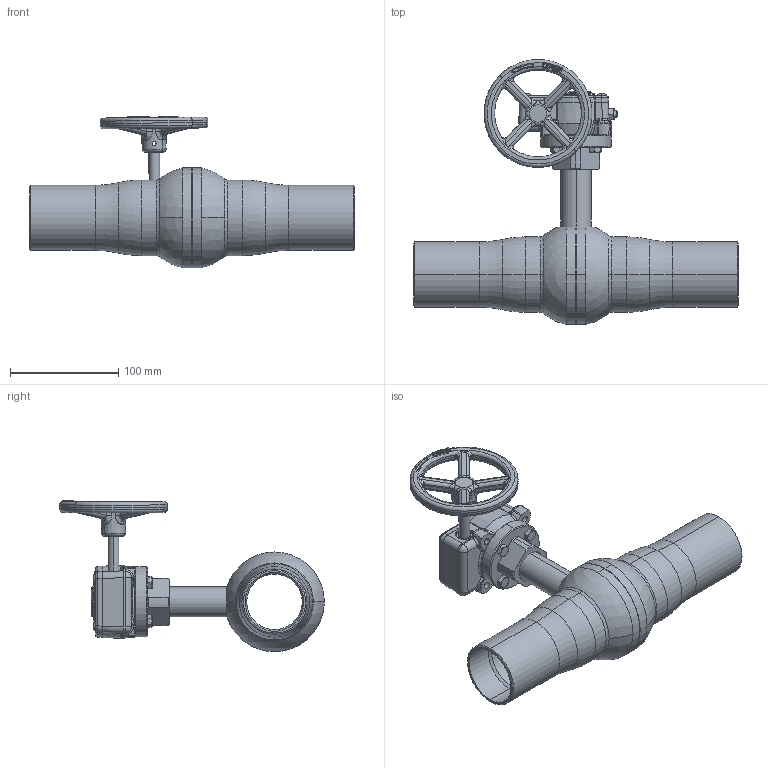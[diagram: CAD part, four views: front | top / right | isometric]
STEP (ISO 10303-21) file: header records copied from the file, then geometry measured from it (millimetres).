
FILE_DESCRIPTION (( 'STEP AP214' ), '1' );
FILE_NAME ('8600240050 480.step', '2025-05-29T08:17:07', ( '' ), ( '' ), 'SwSTEP 2.0', 'SolidWorks 2023', '' );
FILE_SCHEMA (( 'AUTOMOTIVE_DESIGN' ));
Length unit declared in the file: millimetre
Products named in the file (1): 8600240050 480
Bounding box: 300 x 244.73 x 139.99 mm (x, y, z)
Surface area: 141157.9 mm2 (no closed solid volume)
Topology: 0 solids, 17 shells, 900 faces, 2506 edges, 1582 vertices
Faces by surface type: plane 294, bspline 210, cylinder 165, cone 142, torus 64, sphere 25
Entity records: 43855 total; most frequent: CARTESIAN_POINT 23070, ORIENTED_EDGE 4520, DIRECTION 3892, EDGE_CURVE 2506, VERTEX_POINT 1582, AXIS2_PLACEMENT_3D 1506, EDGE_LOOP 959, FACE_OUTER_BOUND 900
